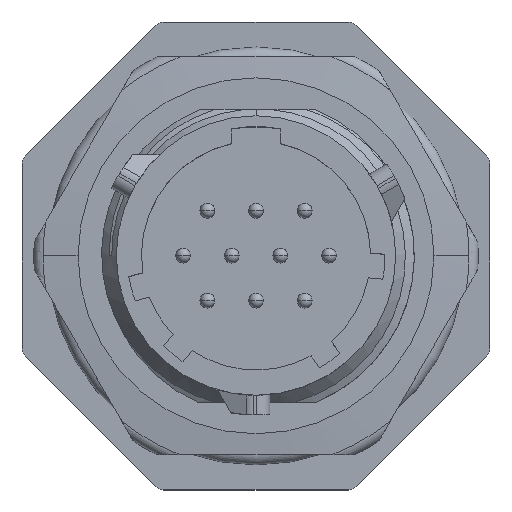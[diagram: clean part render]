
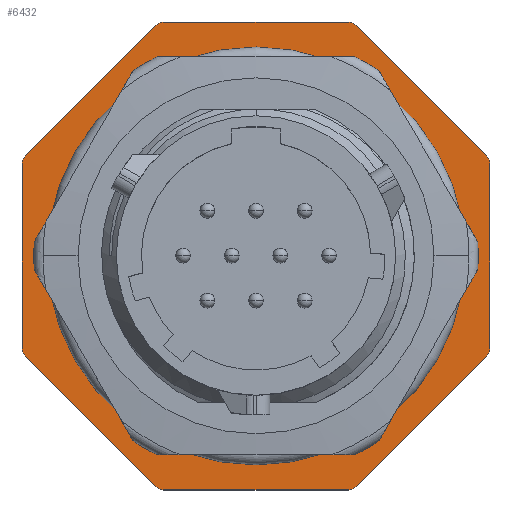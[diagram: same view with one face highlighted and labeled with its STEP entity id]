
A CAD part, top view. The second image highlights one B-rep face of the part: STEP entity #6432.
In plain terms, the highlighted planar face has unit normal (0, 0, 1).
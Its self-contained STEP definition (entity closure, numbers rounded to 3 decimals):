
#995=DIRECTION('',(0.707,-0.707,0.));
#996=VECTOR('',#995,12.53);
#997=CARTESIAN_POINT('',(6.795,15.655,1.7));
#998=LINE('',#997,#996);
#999=DIRECTION('',(0.,-1.,0.));
#1000=VECTOR('',#999,12.53);
#1001=CARTESIAN_POINT('',(15.875,6.265,1.7));
#1002=LINE('',#1001,#1000);
#1003=DIRECTION('',(-0.707,-0.707,0.));
#1004=VECTOR('',#1003,12.53);
#1005=CARTESIAN_POINT('',(15.655,-6.795,1.7));
#1006=LINE('',#1005,#1004);
#1007=DIRECTION('',(-1.,0.,0.));
#1008=VECTOR('',#1007,12.53);
#1009=CARTESIAN_POINT('',(6.265,-15.875,1.7));
#1010=LINE('',#1009,#1008);
#1011=DIRECTION('',(-0.707,0.707,0.));
#1012=VECTOR('',#1011,12.53);
#1013=CARTESIAN_POINT('',(-6.795,-15.655,1.7));
#1014=LINE('',#1013,#1012);
#1015=DIRECTION('',(0.,1.,0.));
#1016=VECTOR('',#1015,12.53);
#1017=CARTESIAN_POINT('',(-15.875,-6.265,1.7));
#1018=LINE('',#1017,#1016);
#1019=DIRECTION('',(0.707,0.707,0.));
#1020=VECTOR('',#1019,12.53);
#1021=CARTESIAN_POINT('',(-15.655,6.795,1.7));
#1022=LINE('',#1021,#1020);
#1023=DIRECTION('',(1.,0.,0.));
#1024=VECTOR('',#1023,12.53);
#1025=CARTESIAN_POINT('',(-6.265,15.875,1.7));
#1026=LINE('',#1025,#1024);
#1027=CARTESIAN_POINT('',(0.,0.,1.7));
#1028=DIRECTION('',(0.,0.,1.));
#1029=DIRECTION('',(-1.,0.,0.));
#1030=AXIS2_PLACEMENT_3D('',#1027,#1028,#1029);
#1032=CARTESIAN_POINT('',(0.,0.,1.7));
#1033=DIRECTION('',(0.,0.,1.));
#1034=DIRECTION('',(1.,0.,0.));
#1035=AXIS2_PLACEMENT_3D('',#1032,#1033,#1034);
#1041=CARTESIAN_POINT('',(6.265,15.125,1.7));
#1042=DIRECTION('',(0.,0.,1.));
#1043=DIRECTION('',(0.707,0.707,0.));
#1044=AXIS2_PLACEMENT_3D('',#1041,#1042,#1043);
#1091=CARTESIAN_POINT('',(-6.265,15.125,1.7));
#1092=DIRECTION('',(0.,0.,1.));
#1093=DIRECTION('',(0.,1.,0.));
#1094=AXIS2_PLACEMENT_3D('',#1091,#1092,#1093);
#1109=CARTESIAN_POINT('',(-15.125,6.265,1.7));
#1110=DIRECTION('',(0.,0.,1.));
#1111=DIRECTION('',(-0.707,0.707,0.));
#1112=AXIS2_PLACEMENT_3D('',#1109,#1110,#1111);
#1127=CARTESIAN_POINT('',(-15.125,-6.265,1.7));
#1128=DIRECTION('',(0.,0.,1.));
#1129=DIRECTION('',(-1.,0.,0.));
#1130=AXIS2_PLACEMENT_3D('',#1127,#1128,#1129);
#1145=CARTESIAN_POINT('',(-6.265,-15.125,1.7));
#1146=DIRECTION('',(0.,0.,1.));
#1147=DIRECTION('',(-0.707,-0.707,0.));
#1148=AXIS2_PLACEMENT_3D('',#1145,#1146,#1147);
#1163=CARTESIAN_POINT('',(6.265,-15.125,1.7));
#1164=DIRECTION('',(0.,0.,1.));
#1165=DIRECTION('',(0.,-1.,0.));
#1166=AXIS2_PLACEMENT_3D('',#1163,#1164,#1165);
#1181=CARTESIAN_POINT('',(15.125,-6.265,1.7));
#1182=DIRECTION('',(0.,0.,1.));
#1183=DIRECTION('',(0.707,-0.707,0.));
#1184=AXIS2_PLACEMENT_3D('',#1181,#1182,#1183);
#1199=CARTESIAN_POINT('',(15.125,6.265,1.7));
#1200=DIRECTION('',(0.,0.,1.));
#1201=DIRECTION('',(1.,0.,0.));
#1202=AXIS2_PLACEMENT_3D('',#1199,#1200,#1201);
#4429=CARTESIAN_POINT('',(6.795,15.655,1.7));
#4431=VERTEX_POINT('',#4429);
#4432=CARTESIAN_POINT('',(6.265,15.875,1.7));
#4433=VERTEX_POINT('',#4432);
#4437=CARTESIAN_POINT('',(15.875,6.265,1.7));
#4439=VERTEX_POINT('',#4437);
#4440=CARTESIAN_POINT('',(15.655,6.795,1.7));
#4441=VERTEX_POINT('',#4440);
#4445=CARTESIAN_POINT('',(15.655,-6.795,1.7));
#4447=VERTEX_POINT('',#4445);
#4448=CARTESIAN_POINT('',(15.875,-6.265,1.7));
#4449=VERTEX_POINT('',#4448);
#4453=CARTESIAN_POINT('',(-6.265,15.875,1.7));
#4455=VERTEX_POINT('',#4453);
#4456=CARTESIAN_POINT('',(-6.795,15.655,1.7));
#4457=VERTEX_POINT('',#4456);
#4461=CARTESIAN_POINT('',(6.265,-15.875,1.7));
#4463=VERTEX_POINT('',#4461);
#4464=CARTESIAN_POINT('',(6.795,-15.655,1.7));
#4465=VERTEX_POINT('',#4464);
#4469=CARTESIAN_POINT('',(-6.795,-15.655,1.7));
#4471=VERTEX_POINT('',#4469);
#4472=CARTESIAN_POINT('',(-6.265,-15.875,1.7));
#4473=VERTEX_POINT('',#4472);
#4477=CARTESIAN_POINT('',(-15.875,-6.265,1.7));
#4479=VERTEX_POINT('',#4477);
#4480=CARTESIAN_POINT('',(-15.655,-6.795,1.7));
#4481=VERTEX_POINT('',#4480);
#4485=CARTESIAN_POINT('',(-15.655,6.795,1.7));
#4487=VERTEX_POINT('',#4485);
#4488=CARTESIAN_POINT('',(-15.875,6.265,1.7));
#4489=VERTEX_POINT('',#4488);
#4745=CARTESIAN_POINT('',(-13.804,0.,1.7));
#4746=CARTESIAN_POINT('',(13.804,0.,1.7));
#4747=VERTEX_POINT('',#4745);
#4748=VERTEX_POINT('',#4746);
#6389=CARTESIAN_POINT('',(0.,0.,1.7));
#6390=DIRECTION('',(0.,0.,-1.));
#6391=DIRECTION('',(0.,-1.,0.));
#6392=AXIS2_PLACEMENT_3D('',#6389,#6390,#6391);
#6393=PLANE('',#6392);
#6395=ORIENTED_EDGE('',*,*,#6394,.F.);
#6397=ORIENTED_EDGE('',*,*,#6396,.T.);
#6399=ORIENTED_EDGE('',*,*,#6398,.F.);
#6401=ORIENTED_EDGE('',*,*,#6400,.T.);
#6403=ORIENTED_EDGE('',*,*,#6402,.F.);
#6405=ORIENTED_EDGE('',*,*,#6404,.T.);
#6407=ORIENTED_EDGE('',*,*,#6406,.F.);
#6409=ORIENTED_EDGE('',*,*,#6408,.T.);
#6411=ORIENTED_EDGE('',*,*,#6410,.F.);
#6413=ORIENTED_EDGE('',*,*,#6412,.T.);
#6415=ORIENTED_EDGE('',*,*,#6414,.F.);
#6417=ORIENTED_EDGE('',*,*,#6416,.T.);
#6419=ORIENTED_EDGE('',*,*,#6418,.F.);
#6421=ORIENTED_EDGE('',*,*,#6420,.T.);
#6423=ORIENTED_EDGE('',*,*,#6422,.F.);
#6425=ORIENTED_EDGE('',*,*,#6424,.T.);
#6426=EDGE_LOOP('',(#6395,#6397,#6399,#6401,#6403,#6405,#6407,#6409,#6411,#6413,
#6415,#6417,#6419,#6421,#6423,#6425));
#6427=FACE_OUTER_BOUND('',#6426,.F.);
#6428=ORIENTED_EDGE('',*,*,#6356,.T.);
#6429=ORIENTED_EDGE('',*,*,#6371,.T.);
#6430=EDGE_LOOP('',(#6428,#6429));
#6431=FACE_BOUND('',#6430,.F.);
#6432=ADVANCED_FACE('',(#6427,#6431),#6393,.F.);
#1031=CIRCLE('',#1030,13.804);
#1036=CIRCLE('',#1035,13.804);
#1045=CIRCLE('',#1044,0.75);
#1095=CIRCLE('',#1094,0.75);
#1113=CIRCLE('',#1112,0.75);
#1131=CIRCLE('',#1130,0.75);
#1149=CIRCLE('',#1148,0.75);
#1167=CIRCLE('',#1166,0.75);
#1185=CIRCLE('',#1184,0.75);
#1203=CIRCLE('',#1202,0.75);
#6356=EDGE_CURVE('',#4747,#4748,#1031,.T.);
#6371=EDGE_CURVE('',#4748,#4747,#1036,.T.);
#6394=EDGE_CURVE('',#4431,#4433,#1045,.T.);
#6396=EDGE_CURVE('',#4431,#4441,#998,.T.);
#6398=EDGE_CURVE('',#4439,#4441,#1203,.T.);
#6400=EDGE_CURVE('',#4439,#4449,#1002,.T.);
#6402=EDGE_CURVE('',#4447,#4449,#1185,.T.);
#6404=EDGE_CURVE('',#4447,#4465,#1006,.T.);
#6406=EDGE_CURVE('',#4463,#4465,#1167,.T.);
#6408=EDGE_CURVE('',#4463,#4473,#1010,.T.);
#6410=EDGE_CURVE('',#4471,#4473,#1149,.T.);
#6412=EDGE_CURVE('',#4471,#4481,#1014,.T.);
#6414=EDGE_CURVE('',#4479,#4481,#1131,.T.);
#6416=EDGE_CURVE('',#4479,#4489,#1018,.T.);
#6418=EDGE_CURVE('',#4487,#4489,#1113,.T.);
#6420=EDGE_CURVE('',#4487,#4457,#1022,.T.);
#6422=EDGE_CURVE('',#4455,#4457,#1095,.T.);
#6424=EDGE_CURVE('',#4455,#4433,#1026,.T.);
